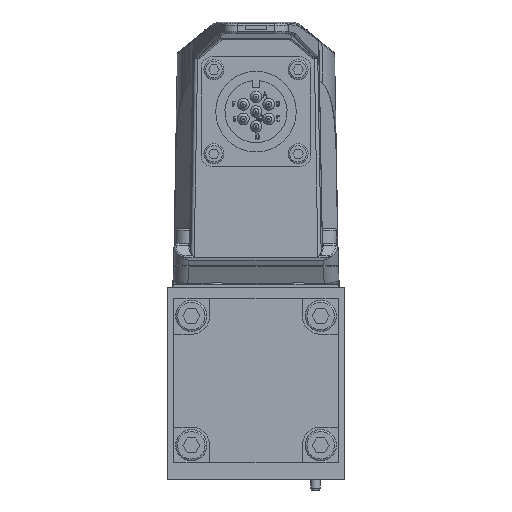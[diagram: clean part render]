
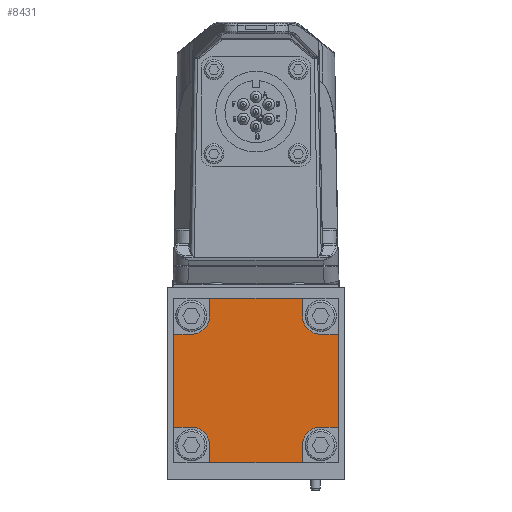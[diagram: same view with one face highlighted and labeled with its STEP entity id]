
A CAD part, left-side view. The second image highlights one B-rep face of the part: STEP entity #8431.
In plain terms, the highlighted planar face has unit normal (-1, 0, 0).
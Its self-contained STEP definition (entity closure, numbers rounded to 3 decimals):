
#3765=LINE('',#72050,#5963);
#3767=LINE('',#72054,#5965);
#3773=LINE('',#72066,#5971);
#3776=LINE('',#72072,#5974);
#3781=LINE('',#72082,#5979);
#3784=LINE('',#72088,#5982);
#3787=LINE('',#72094,#5985);
#3794=LINE('',#72108,#5992);
#3796=LINE('',#72112,#5994);
#3797=LINE('',#72113,#5995);
#3798=LINE('',#72114,#5996);
#3799=LINE('',#72115,#5997);
#5963=VECTOR('',#40247,1.);
#5965=VECTOR('',#40251,1.);
#5971=VECTOR('',#40261,1.);
#5974=VECTOR('',#40266,1.);
#5979=VECTOR('',#40275,1.);
#5982=VECTOR('',#40280,1.);
#5985=VECTOR('',#40285,1.);
#5992=VECTOR('',#40298,1.);
#5994=VECTOR('',#40302,1.);
#5995=VECTOR('',#40303,1.);
#5996=VECTOR('',#40304,1.);
#5997=VECTOR('',#40305,1.);
#6495=CIRCLE('',#34417,5.);
#6497=CIRCLE('',#34420,5.);
#6499=CIRCLE('',#34423,5.);
#6501=CIRCLE('',#34426,5.);
#8431=ADVANCED_FACE('',(#11033),#9306,.T.);
#9306=PLANE('',#34508);
#11033=FACE_OUTER_BOUND('',#13139,.T.);
#13139=EDGE_LOOP('',(#22319,#22320,#22321,#22322,#22323,#22324,#22325,#22326,
#22327,#22328,#22329,#22330,#22331,#22332,#22333,#22334));
#22319=ORIENTED_EDGE('',*,*,#30411,.F.);
#22320=ORIENTED_EDGE('',*,*,#30298,.F.);
#22321=ORIENTED_EDGE('',*,*,#30421,.F.);
#22322=ORIENTED_EDGE('',*,*,#30423,.T.);
#22323=ORIENTED_EDGE('',*,*,#30414,.F.);
#22324=ORIENTED_EDGE('',*,*,#30294,.F.);
#22325=ORIENTED_EDGE('',*,*,#30394,.F.);
#22326=ORIENTED_EDGE('',*,*,#30424,.T.);
#22327=ORIENTED_EDGE('',*,*,#30392,.F.);
#22328=ORIENTED_EDGE('',*,*,#30290,.F.);
#22329=ORIENTED_EDGE('',*,*,#30400,.F.);
#22330=ORIENTED_EDGE('',*,*,#30425,.T.);
#22331=ORIENTED_EDGE('',*,*,#30403,.F.);
#22332=ORIENTED_EDGE('',*,*,#30286,.F.);
#22333=ORIENTED_EDGE('',*,*,#30408,.F.);
#22334=ORIENTED_EDGE('',*,*,#30426,.T.);
#25659=VERTEX_POINT('',#71413);
#25660=VERTEX_POINT('',#71414);
#25663=VERTEX_POINT('',#71422);
#25664=VERTEX_POINT('',#71423);
#25667=VERTEX_POINT('',#71431);
#25668=VERTEX_POINT('',#71432);
#25671=VERTEX_POINT('',#71440);
#25672=VERTEX_POINT('',#71441);
#25729=VERTEX_POINT('',#72051);
#25730=VERTEX_POINT('',#72055);
#25734=VERTEX_POINT('',#72067);
#25736=VERTEX_POINT('',#72073);
#25739=VERTEX_POINT('',#72083);
#25741=VERTEX_POINT('',#72089);
#25743=VERTEX_POINT('',#72095);
#25747=VERTEX_POINT('',#72109);
#30286=EDGE_CURVE('',#25659,#25660,#6495,.T.);
#30290=EDGE_CURVE('',#25663,#25664,#6497,.T.);
#30294=EDGE_CURVE('',#25667,#25668,#6499,.T.);
#30298=EDGE_CURVE('',#25671,#25672,#6501,.T.);
#30392=EDGE_CURVE('',#25664,#25729,#3765,.T.);
#30394=EDGE_CURVE('',#25730,#25667,#3767,.T.);
#30400=EDGE_CURVE('',#25734,#25663,#3773,.T.);
#30403=EDGE_CURVE('',#25660,#25736,#3776,.T.);
#30408=EDGE_CURVE('',#25739,#25659,#3781,.T.);
#30411=EDGE_CURVE('',#25672,#25741,#3784,.T.);
#30414=EDGE_CURVE('',#25668,#25743,#3787,.T.);
#30421=EDGE_CURVE('',#25747,#25671,#3794,.T.);
#30423=EDGE_CURVE('',#25747,#25743,#3796,.T.);
#30424=EDGE_CURVE('',#25730,#25729,#3797,.T.);
#30425=EDGE_CURVE('',#25734,#25736,#3798,.T.);
#30426=EDGE_CURVE('',#25739,#25741,#3799,.T.);
#34417=AXIS2_PLACEMENT_3D('',#71412,#40048,#40049);
#34420=AXIS2_PLACEMENT_3D('',#71421,#40056,#40057);
#34423=AXIS2_PLACEMENT_3D('',#71430,#40064,#40065);
#34426=AXIS2_PLACEMENT_3D('',#71439,#40072,#40073);
#34508=AXIS2_PLACEMENT_3D('',#72116,#40306,#40307);
#40048=DIRECTION('',(-1.,0.,0.));
#40049=DIRECTION('',(0.,-1.,0.));
#40056=DIRECTION('',(-1.,0.,0.));
#40057=DIRECTION('',(0.,-1.,0.));
#40064=DIRECTION('',(-1.,0.,0.));
#40065=DIRECTION('',(0.,-1.,0.));
#40072=DIRECTION('',(-1.,0.,0.));
#40073=DIRECTION('',(0.,-1.,0.));
#40247=DIRECTION('',(0.,0.,-1.));
#40251=DIRECTION('',(0.,0.,1.));
#40261=DIRECTION('',(0.,1.,0.));
#40266=DIRECTION('',(0.,-1.,0.));
#40275=DIRECTION('',(0.,0.,-1.));
#40280=DIRECTION('',(0.,0.,1.));
#40285=DIRECTION('',(0.,1.,0.));
#40298=DIRECTION('',(0.,-1.,0.));
#40302=DIRECTION('',(0.,0.,-1.));
#40303=DIRECTION('',(0.,-1.,0.));
#40304=DIRECTION('',(0.,0.,1.));
#40305=DIRECTION('',(0.,1.,0.));
#40306=DIRECTION('',(-1.,0.,0.));
#40307=DIRECTION('',(0.,0.,1.));
#71412=CARTESIAN_POINT('',(-45.,-17.678,17.678));
#71413=CARTESIAN_POINT('',(-45.,-12.678,17.678));
#71414=CARTESIAN_POINT('',(-45.,-17.678,12.678));
#71421=CARTESIAN_POINT('',(-45.,-17.678,-17.678));
#71422=CARTESIAN_POINT('',(-45.,-17.678,-12.678));
#71423=CARTESIAN_POINT('',(-45.,-12.678,-17.678));
#71430=CARTESIAN_POINT('',(-45.,17.678,-17.678));
#71431=CARTESIAN_POINT('',(-45.,12.678,-17.678));
#71432=CARTESIAN_POINT('',(-45.,17.678,-12.678));
#71439=CARTESIAN_POINT('',(-45.,17.678,17.678));
#71440=CARTESIAN_POINT('',(-45.,17.678,12.678));
#71441=CARTESIAN_POINT('',(-45.,12.678,17.678));
#72050=CARTESIAN_POINT('',(-45.,-12.678,-17.678));
#72051=CARTESIAN_POINT('',(-45.,-12.678,-22.5));
#72054=CARTESIAN_POINT('',(-45.,12.678,-25.678));
#72055=CARTESIAN_POINT('',(-45.,12.678,-22.5));
#72066=CARTESIAN_POINT('',(-45.,-25.678,-12.678));
#72067=CARTESIAN_POINT('',(-45.,-22.5,-12.678));
#72072=CARTESIAN_POINT('',(-45.,-17.678,12.678));
#72073=CARTESIAN_POINT('',(-45.,-22.5,12.678));
#72082=CARTESIAN_POINT('',(-45.,-12.678,25.678));
#72083=CARTESIAN_POINT('',(-45.,-12.678,22.5));
#72088=CARTESIAN_POINT('',(-45.,12.678,17.678));
#72089=CARTESIAN_POINT('',(-45.,12.678,22.5));
#72094=CARTESIAN_POINT('',(-45.,17.678,-12.678));
#72095=CARTESIAN_POINT('',(-45.,22.5,-12.678));
#72108=CARTESIAN_POINT('',(-45.,25.678,12.678));
#72109=CARTESIAN_POINT('',(-45.,22.5,12.678));
#72112=CARTESIAN_POINT('',(-45.,22.5,22.5));
#72113=CARTESIAN_POINT('',(-45.,22.5,-22.5));
#72114=CARTESIAN_POINT('',(-45.,-22.5,-22.5));
#72115=CARTESIAN_POINT('',(-45.,-22.5,22.5));
#72116=CARTESIAN_POINT('',(-45.,0.,0.));
